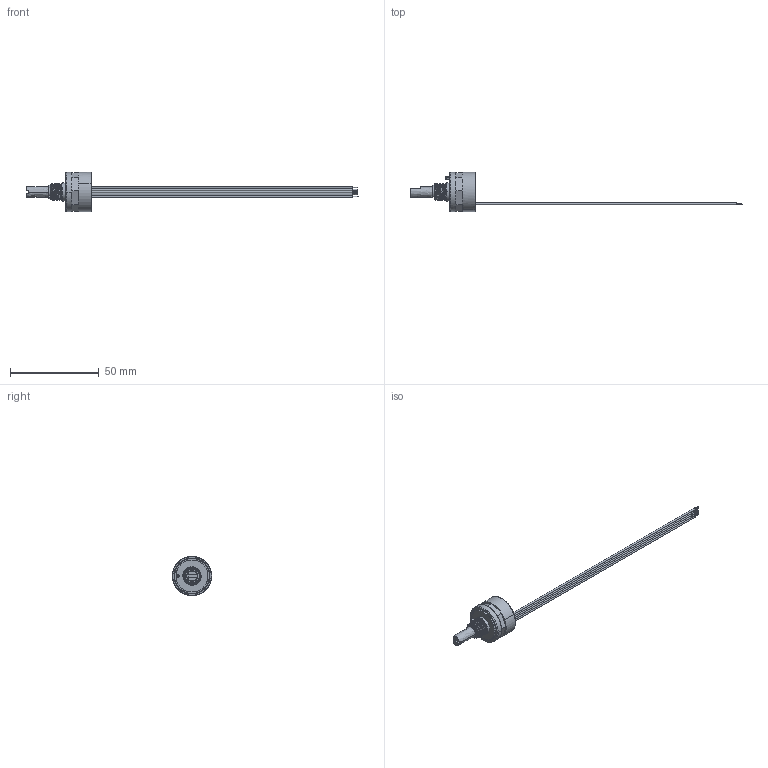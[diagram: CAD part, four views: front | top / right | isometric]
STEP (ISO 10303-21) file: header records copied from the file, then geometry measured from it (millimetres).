
FILE_DESCRIPTION(/* description */ (''),/* implementation_level */ '2;1');
FILE_NAME(/* name */ 'ercb',/* time_stamp */ '2018-06-06T11:58:59-07:00',/* author */ (''),/* organization */ (''),/* preprocessor_version */ 'ST-DEVELOPER v15',/* originating_system */ '',/* authorisation */ '');
FILE_SCHEMA (('AUTOMOTIVE_DESIGN'));
Length unit declared in the file: millimetre
Products named in the file (1): Document
Bounding box: 186.85 x 22 x 21.99 mm (x, y, z)
Surface area: 5530 mm2 (no closed solid volume)
Topology: 0 solids, 12 shells, 114 faces, 841 edges, 746 vertices
Faces by surface type: bspline 71, plane 43
Entity records: 10520 total; most frequent: CARTESIAN_POINT 6804, ORIENTED_EDGE 1050, EDGE_CURVE 841, VERTEX_POINT 746, B_SPLINE_CURVE_WITH_KNOTS 518, EDGE_LOOP 130, ADVANCED_FACE 114, FACE_OUTER_BOUND 114
